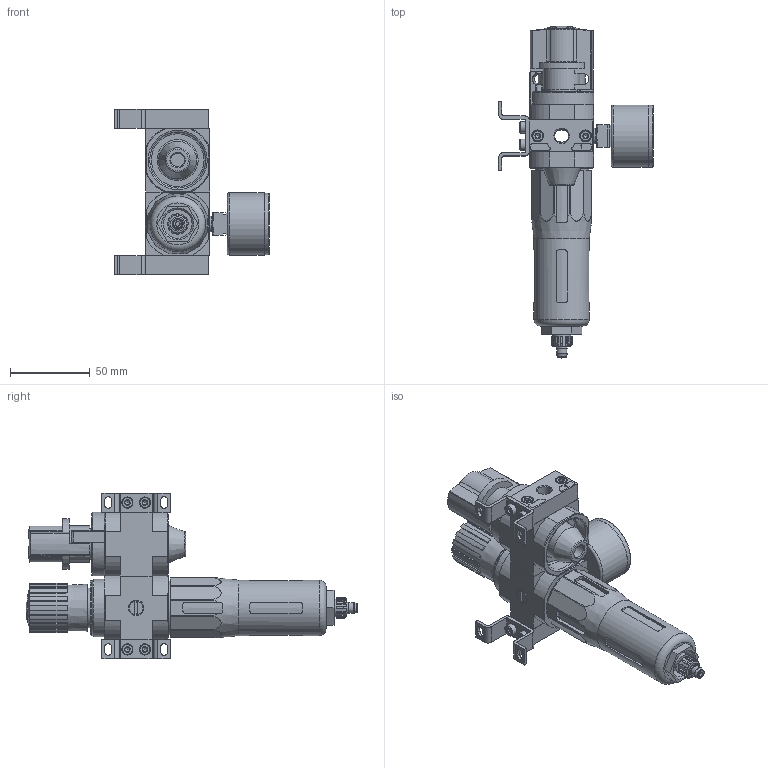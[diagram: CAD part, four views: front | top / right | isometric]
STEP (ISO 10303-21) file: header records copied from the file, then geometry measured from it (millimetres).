
FILE_DESCRIPTION(/* description */ ('STEP AP214'),/* implementation_level */ '2;1');
FILE_NAME(/* name */ '185731_LFR-1_8-D-MINI-KC',/* time_stamp */ '2024-09-03T20:20:27+02:00',/* author */ ('License CC BY-ND 4.0'),/* organization */ ('CADENAS'),/* preprocessor_version */ 'ST-DEVELOPER v19.3',/* originating_system */ 'PARTsolutions',/* authorisation */ ' ');
FILE_SCHEMA (('AUTOMOTIVE_DESIGN {1 0 10303 214 3 1 1}'));
Length unit declared in the file: millimetre
Products named in the file (12): 185731 LFR-1/8-D-MINI-KC; 380285 PBL-1/8-D-MINI-L---(1) p1; DIN-912 - M4x16(F); 159638 HFOE-D-MINI-P1; DIN-912 - M4x8(F); 380287 PBL-1/8-D-MINI-R---(0) p1; 360720 HE-MINI; 355622 FRB-D-MINI; 123587 LFR-D-MINI--(0); 8003637 PAGN-40-16-G18; 373845 LR-MINI; 648415 LF
Assembly tree (19 placements, depth 2):
  185731 LFR-1/8-D-MINI-KC
    380285 PBL-1/8-D-MINI-L---(1) p1
    DIN-912 - M4x16(F)  x4
    159638 HFOE-D-MINI-P1  x2
    DIN-912 - M4x8(F)  x4
    380287 PBL-1/8-D-MINI-R---(0) p1
    360720 HE-MINI
    355622 FRB-D-MINI  x2
    123587 LFR-D-MINI--(0)
    8003637 PAGN-40-16-G18
    373845 LR-MINI
    648415 LF
Bounding box: 96.75 x 208 x 104 mm (x, y, z)
Volume: 331284.8 mm3; surface area: 77731.1 mm2
Topology: 19 solids, 19 shells, 1087 faces, 2661 edges, 1683 vertices
Faces by surface type: plane 554, cylinder 330, cone 165, torus 24, sphere 14
Full cylindrical faces by diameter (mm): 2.9 x2, 3 x1, 3.242 x10, 4 x10, 4.3 x5, 5.2 x2, 5.6 x1, 6 x2, 6.2 x1, 6.4 x1, 6.8 x1, 6.9 x1, 7 x8, 7.1 x1, 8 x4, 8.2 x5, 8.4 x1, 8.566 x5, 9 x1, 9.728 x2, 10.6 x1, 11 x2, 11.2 x1, 12.01 x1, 12.2 x2, 12.6 x1, 15.6 x1, 15.7 x1, 15.8 x1, 16 x1
Entity records: 30110 total; most frequent: CARTESIAN_POINT 5180, DIRECTION 4470, ORIENTED_EDGE 4066, EDGE_CURVE 2033, AXIS2_PLACEMENT_3D 1760, VERTEX_POINT 1420, FACE_BOUND 1149, EDGE_LOOP 1138
